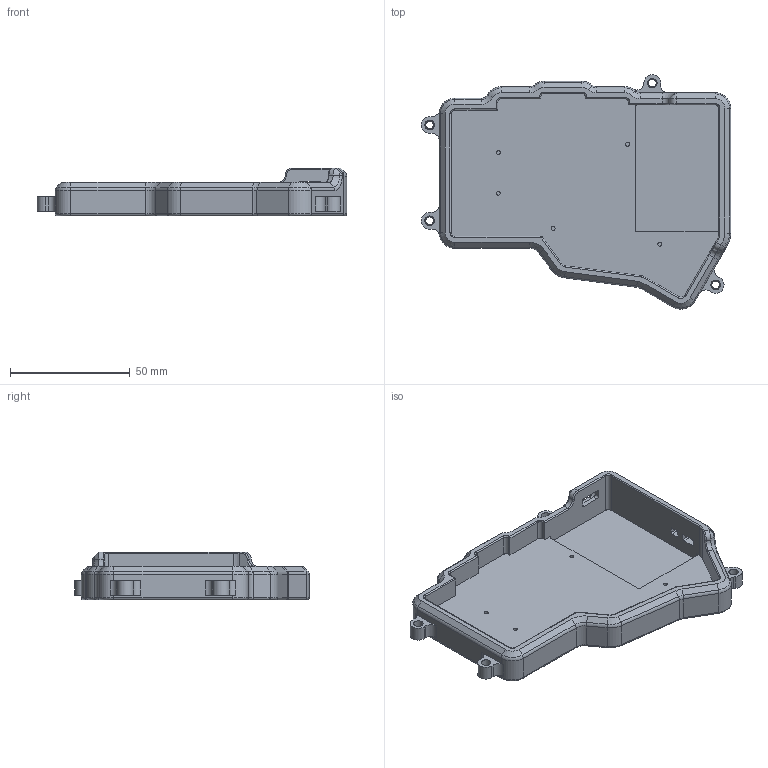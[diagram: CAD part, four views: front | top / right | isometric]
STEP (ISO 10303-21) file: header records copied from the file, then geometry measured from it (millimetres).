
FILE_DESCRIPTION(/* description */ (''),/* implementation_level */ '2;1');
FILE_NAME(/* name */ 'leftLegged.step',/* time_stamp */ '2023-08-06T09:55:45-04:00',/* author */ (''),/* organization */ (''),/* preprocessor_version */ 'ST-DEVELOPER v20',/* originating_system */ 'Autodesk Translation Framework v12.9.0.99',/* authorisation */ '');
FILE_SCHEMA (('AUTOMOTIVE_DESIGN { 1 0 10303 214 3 1 1 }'));
Length unit declared in the file: millimetre
Products named in the file (1): leftLegged
Bounding box: 129.3 x 97.92 x 20 mm (x, y, z)
Volume: 58635.4 mm3; surface area: 29121.5 mm2
Topology: 1 solids, 1 shells, 344 faces, 816 edges, 488 vertices
Faces by surface type: cylinder 133, plane 123, torus 49, cone 36, bspline 3
Full cylindrical faces by diameter (mm): 1.6 x5, 3.2 x4, 4 x4
Entity records: 10010 total; most frequent: DIRECTION 1852, CARTESIAN_POINT 1785, ORIENTED_EDGE 1628, EDGE_CURVE 814, AXIS2_PLACEMENT_3D 702, VERTEX_POINT 488, LINE 448, VECTOR 448
